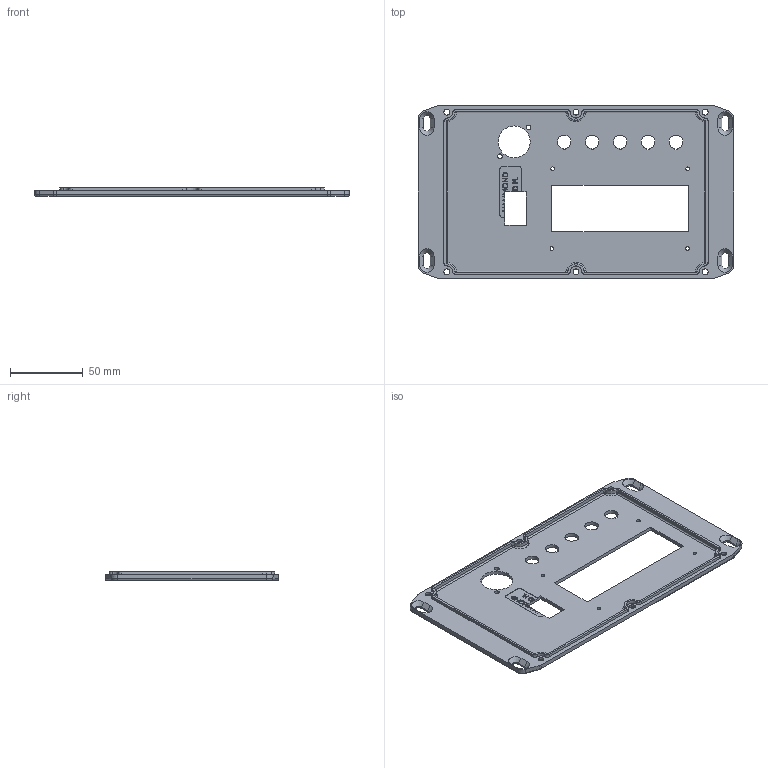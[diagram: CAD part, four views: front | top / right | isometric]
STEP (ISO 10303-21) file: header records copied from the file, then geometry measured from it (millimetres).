
FILE_DESCRIPTION(/* description */ (''),/* implementation_level */ '2;1');
FILE_NAME(/* name */ '1590D,DD,E FLANGE LIDF.stp',/* time_stamp */ '2015-10-27T08:48:19+01:00',/* author */ ('p268786'),/* organization */ (''),/* preprocessor_version */ 'ST-DEVELOPER v16.1',/* originating_system */ 'Autodesk Inventor 2016',/* authorisation */ '');
FILE_SCHEMA (('AUTOMOTIVE_DESIGN { 1 0 10303 214 3 1 1 }'));
Length unit declared in the file: millimetre
Products named in the file (1): 1590D,DD,E FLANGE LIDF
Bounding box: 217 x 119.5 x 6 mm (x, y, z)
Volume: 63144.6 mm3; surface area: 50108.1 mm2
Topology: 1 solids, 1 shells, 320 faces, 857 edges, 550 vertices
Faces by surface type: plane 161, cylinder 49, cone 46, bspline 42, torus 14, sphere 8
Full cylindrical faces by diameter (mm): 2.5 x4, 3.2 x2, 4 x6, 7 x6, 22 x1
Entity records: 12307 total; most frequent: CARTESIAN_POINT 4487, ORIENTED_EDGE 1640, DIRECTION 1506, EDGE_CURVE 820, VERTEX_POINT 538, LINE 528, VECTOR 528, AXIS2_PLACEMENT_3D 489
